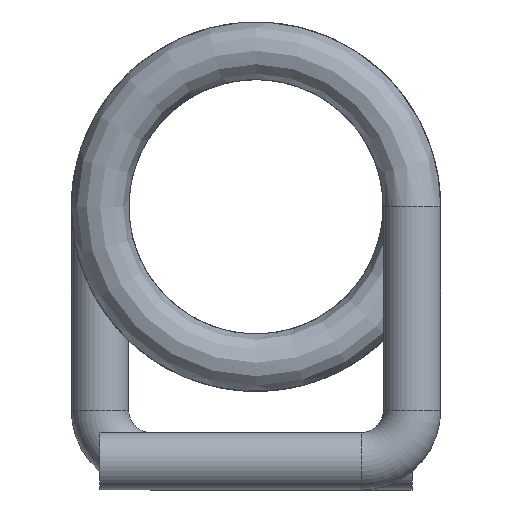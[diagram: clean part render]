
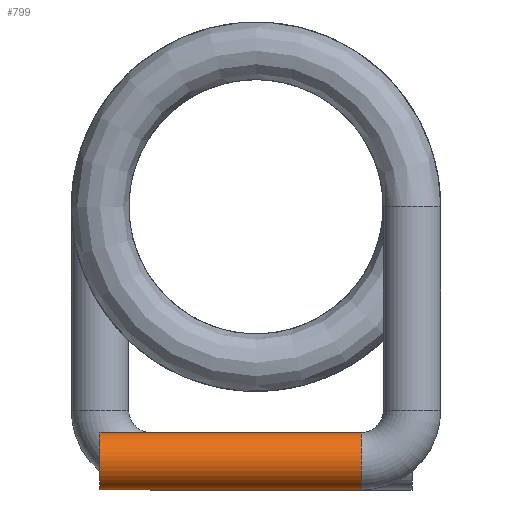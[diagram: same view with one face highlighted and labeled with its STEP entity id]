
A CAD part, front view. The second image highlights one B-rep face of the part: STEP entity #799.
In plain terms, the highlighted cylindrical face has radius 1.13 mm (diameter 2.26 mm), a partial arc.
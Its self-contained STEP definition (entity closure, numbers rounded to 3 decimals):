
#42 = DIRECTION ( 'NONE',  ( 0., 0., -1. ) ) ;
#133 = EDGE_CURVE ( 'NONE', #1787, #786, #3218, .T. ) ;
#190 = ORIENTED_EDGE ( 'NONE', *, *, #2626, .T. ) ;
#417 = VERTEX_POINT ( 'NONE', #2852 ) ;
#501 = EDGE_LOOP ( 'NONE', ( #2402, #3587, #190, #3045 ) ) ;
#640 = CYLINDRICAL_SURFACE ( 'NONE', #642, 1.13 ) ;
#642 = AXIS2_PLACEMENT_3D ( 'NONE', #1910, #3748, #912 ) ;
#756 = LINE ( 'NONE', #2353, #976 ) ;
#786 = VERTEX_POINT ( 'NONE', #1869 ) ;
#799 = ADVANCED_FACE ( 'NONE', ( #2557 ), #640, .T. ) ;
#905 = AXIS2_PLACEMENT_3D ( 'NONE', #974, #2537, #42 ) ;
#912 = DIRECTION ( 'NONE',  ( 0., 0., 1. ) ) ;
#974 = CARTESIAN_POINT ( 'NONE',  ( 4.13, 0., -10. ) ) ;
#976 = VECTOR ( 'NONE', #1014, 1000. ) ;
#1014 = DIRECTION ( 'NONE',  ( -1., 0., 0. ) ) ;
#1118 = LINE ( 'NONE', #2066, #4012 ) ;
#1446 = DIRECTION ( 'NONE',  ( -1., 0., 0. ) ) ;
#1695 = CARTESIAN_POINT ( 'NONE',  ( 4.13, 0., -8.87 ) ) ;
#1787 = VERTEX_POINT ( 'NONE', #1695 ) ;
#1869 = CARTESIAN_POINT ( 'NONE',  ( 4.13, 0., -11.13 ) ) ;
#1902 = CIRCLE ( 'NONE', #2288, 1.13 ) ;
#1910 = CARTESIAN_POINT ( 'NONE',  ( 4.13, 0., -10. ) ) ;
#2066 = CARTESIAN_POINT ( 'NONE',  ( 4.13, 0., -8.87 ) ) ;
#2096 = EDGE_CURVE ( 'NONE', #786, #417, #756, .T. ) ;
#2098 = VERTEX_POINT ( 'NONE', #3286 ) ;
#2288 = AXIS2_PLACEMENT_3D ( 'NONE', #3122, #4028, #2451 ) ;
#2353 = CARTESIAN_POINT ( 'NONE',  ( 4.13, 0., -11.13 ) ) ;
#2402 = ORIENTED_EDGE ( 'NONE', *, *, #2096, .F. ) ;
#2451 = DIRECTION ( 'NONE',  ( 0., 0., -1. ) ) ;
#2537 = DIRECTION ( 'NONE',  ( 1., 0., 0. ) ) ;
#2557 = FACE_OUTER_BOUND ( 'NONE', #501, .T. ) ;
#2626 = EDGE_CURVE ( 'NONE', #1787, #2098, #1118, .T. ) ;
#2852 = CARTESIAN_POINT ( 'NONE',  ( -6.13, 0., -11.13 ) ) ;
#3023 = EDGE_CURVE ( 'NONE', #2098, #417, #1902, .T. ) ;
#3045 = ORIENTED_EDGE ( 'NONE', *, *, #3023, .T. ) ;
#3122 = CARTESIAN_POINT ( 'NONE',  ( -6.13, 0., -10. ) ) ;
#3218 = CIRCLE ( 'NONE', #905, 1.13 ) ;
#3286 = CARTESIAN_POINT ( 'NONE',  ( -6.13, 0., -8.87 ) ) ;
#3587 = ORIENTED_EDGE ( 'NONE', *, *, #133, .F. ) ;
#3748 = DIRECTION ( 'NONE',  ( -1., 0., 0. ) ) ;
#4012 = VECTOR ( 'NONE', #1446, 1000. ) ;
#4028 = DIRECTION ( 'NONE',  ( 1., 0., 0. ) ) ;
